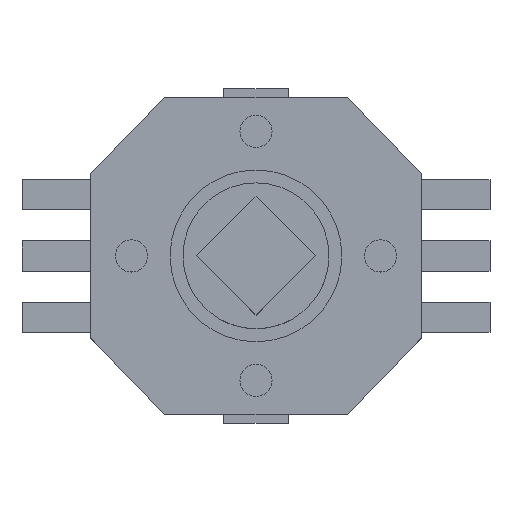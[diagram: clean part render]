
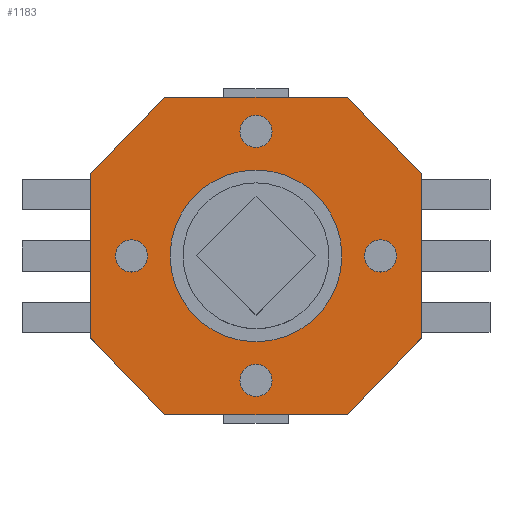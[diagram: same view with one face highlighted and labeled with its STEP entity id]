
A CAD part, top view. The second image highlights one B-rep face of the part: STEP entity #1183.
In plain terms, the highlighted planar face has unit normal (0, 0, 1).
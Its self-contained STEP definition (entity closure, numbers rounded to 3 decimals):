
#41=FACE_BOUND('',#220,.T.);
#56=PLANE('',#1300);
#135=FACE_OUTER_BOUND('',#219,.T.);
#219=EDGE_LOOP('',(#896,#897,#898,#899,#900,#901,#902,#903));
#220=EDGE_LOOP('',(#904));
#298=LINE('',#1751,#438);
#301=LINE('',#1757,#441);
#304=LINE('',#1763,#444);
#307=LINE('',#1769,#447);
#310=LINE('',#1775,#450);
#313=LINE('',#1781,#453);
#316=LINE('',#1787,#456);
#319=LINE('',#1791,#459);
#438=VECTOR('',#1413,10.);
#441=VECTOR('',#1418,10.);
#444=VECTOR('',#1423,10.);
#447=VECTOR('',#1428,10.);
#450=VECTOR('',#1433,10.);
#453=VECTOR('',#1438,10.);
#456=VECTOR('',#1443,10.);
#459=VECTOR('',#1448,10.);
#578=CIRCLE('',#1290,2.);
#594=VERTEX_POINT('',#1740);
#597=VERTEX_POINT('',#1748);
#598=VERTEX_POINT('',#1750);
#600=VERTEX_POINT('',#1756);
#602=VERTEX_POINT('',#1762);
#604=VERTEX_POINT('',#1768);
#606=VERTEX_POINT('',#1774);
#608=VERTEX_POINT('',#1780);
#610=VERTEX_POINT('',#1786);
#701=EDGE_CURVE('',#594,#594,#578,.T.);
#704=EDGE_CURVE('',#598,#597,#298,.T.);
#707=EDGE_CURVE('',#600,#598,#301,.T.);
#710=EDGE_CURVE('',#602,#600,#304,.T.);
#713=EDGE_CURVE('',#604,#602,#307,.T.);
#716=EDGE_CURVE('',#606,#604,#310,.T.);
#719=EDGE_CURVE('',#608,#606,#313,.T.);
#722=EDGE_CURVE('',#610,#608,#316,.T.);
#725=EDGE_CURVE('',#597,#610,#319,.T.);
#896=ORIENTED_EDGE('',*,*,#725,.T.);
#897=ORIENTED_EDGE('',*,*,#722,.T.);
#898=ORIENTED_EDGE('',*,*,#719,.T.);
#899=ORIENTED_EDGE('',*,*,#716,.T.);
#900=ORIENTED_EDGE('',*,*,#713,.T.);
#901=ORIENTED_EDGE('',*,*,#710,.T.);
#902=ORIENTED_EDGE('',*,*,#707,.T.);
#903=ORIENTED_EDGE('',*,*,#704,.T.);
#904=ORIENTED_EDGE('',*,*,#701,.T.);
#1183=ADVANCED_FACE('',(#135,#41),#56,.T.);
#1290=AXIS2_PLACEMENT_3D('',#1742,#1405,#1406);
#1300=AXIS2_PLACEMENT_3D('',#1792,#1449,#1450);
#1405=DIRECTION('center_axis',(0.,0.,-1.));
#1406=DIRECTION('ref_axis',(1.,0.,0.));
#1413=DIRECTION('',(0.693,-0.721,0.));
#1418=DIRECTION('',(0.,-1.,0.));
#1423=DIRECTION('',(-0.693,-0.721,0.));
#1428=DIRECTION('',(-1.,0.,0.));
#1433=DIRECTION('',(-0.693,0.721,0.));
#1438=DIRECTION('',(0.,1.,0.));
#1443=DIRECTION('',(0.693,0.721,0.));
#1448=DIRECTION('',(1.,0.,0.));
#1449=DIRECTION('center_axis',(0.,0.,1.));
#1450=DIRECTION('ref_axis',(1.,0.,0.));
#1740=CARTESIAN_POINT('',(-2.,0.,1.6));
#1742=CARTESIAN_POINT('Origin',(0.,0.,1.6));
#1748=CARTESIAN_POINT('',(-2.131,-3.7,1.6));
#1750=CARTESIAN_POINT('',(-3.85,-1.911,1.6));
#1751=CARTESIAN_POINT('',(-2.131,-3.7,1.6));
#1756=CARTESIAN_POINT('',(-3.85,1.911,1.6));
#1757=CARTESIAN_POINT('',(-3.85,-1.911,1.6));
#1762=CARTESIAN_POINT('',(-2.131,3.7,1.6));
#1763=CARTESIAN_POINT('',(-3.85,1.911,1.6));
#1768=CARTESIAN_POINT('',(2.131,3.7,1.6));
#1769=CARTESIAN_POINT('',(-2.131,3.7,1.6));
#1774=CARTESIAN_POINT('',(3.85,1.911,1.6));
#1775=CARTESIAN_POINT('',(2.131,3.7,1.6));
#1780=CARTESIAN_POINT('',(3.85,-1.911,1.6));
#1781=CARTESIAN_POINT('',(3.85,1.911,1.6));
#1786=CARTESIAN_POINT('',(2.131,-3.7,1.6));
#1787=CARTESIAN_POINT('',(3.85,-1.911,1.6));
#1791=CARTESIAN_POINT('',(2.131,-3.7,1.6));
#1792=CARTESIAN_POINT('Origin',(0.,0.,1.6));
